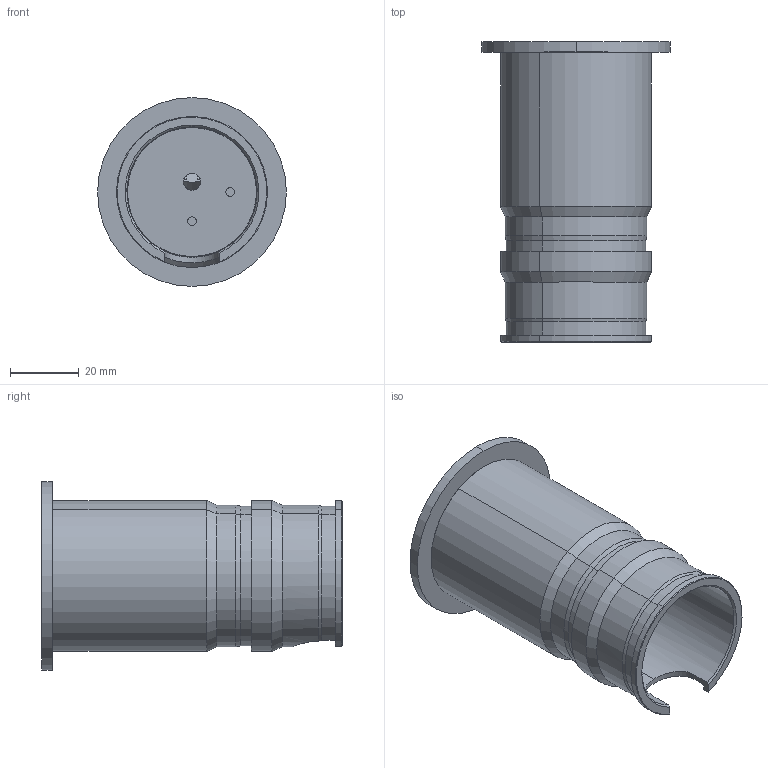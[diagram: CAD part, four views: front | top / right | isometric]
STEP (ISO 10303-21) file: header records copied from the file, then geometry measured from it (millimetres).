
FILE_DESCRIPTION(('CATIA V5 STEP Exchange','CAx-IF Rec.Pracs.--- Model Styling and Organization---1.4--- 2014-01-23','CAx-IF Rec.Pracs.---3D Tessellated Data Validation Properties---0.5---2014-09-14'),'2;1');
FILE_NAME('GW-R712.stp','2023-03-20T06:04:58+00:00',('none'),('none'),'CATIA Version 5-6 Release 2018','CATIA V5 STEP AP242','none');
FILE_SCHEMA(('AP242_MANAGED_MODEL_BASED_3D_ENGINEERING_MIM_LF {1 0 10303 442 1 1 4}'));
Length unit declared in the file: millimetre
Products named in the file (6): Product2; 铝管预埋件; Part23; 光源; Part24; Part10
Assembly tree (5 placements, depth 2):
  Product2
    铝管预埋件
    Part23
    光源
    Part24
    Part10
Bounding box: 55 x 87.5 x 55 mm (x, y, z)
Volume: 64036 mm3; surface area: 40761.3 mm2
Topology: 6 solids, 6 shells, 186 faces, 417 edges, 259 vertices
Faces by surface type: cylinder 90, plane 50, cone 44, sphere 2
Entity records: 5070 total; most frequent: CARTESIAN_POINT 1161, ORIENTED_EDGE 830, DIRECTION 635, EDGE_CURVE 415, AXIS2_PLACEMENT_3D 325, VERTEX_POINT 259, EDGE_LOOP 218, CIRCLE 196
